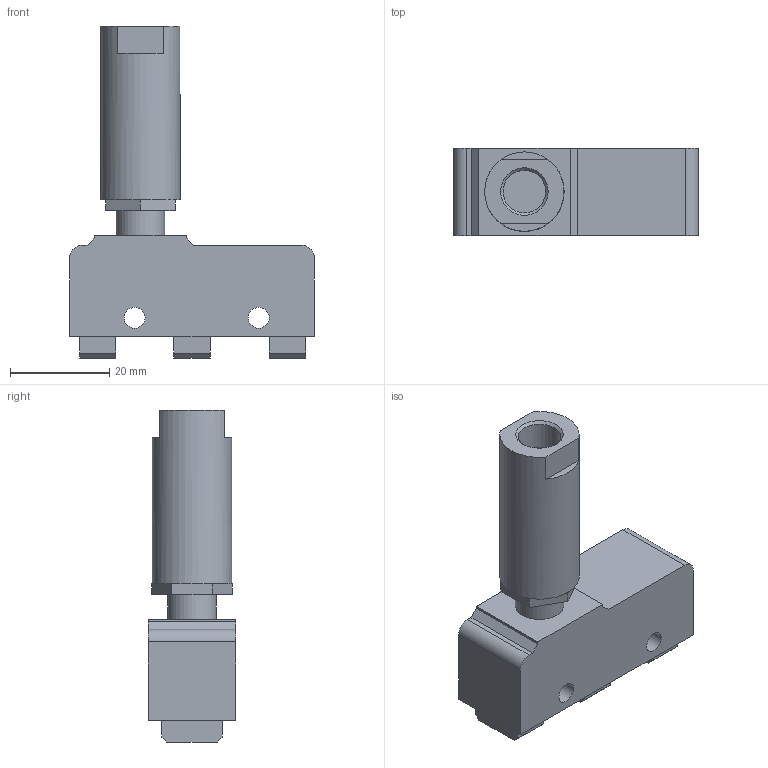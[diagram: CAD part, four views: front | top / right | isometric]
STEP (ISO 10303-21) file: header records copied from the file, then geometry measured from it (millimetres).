
FILE_DESCRIPTION(/* description */ ('Unknown'),/* implementation_level */ '2;1');
FILE_NAME(/* name */ '900.18.1-1',/* time_stamp */ '2018-09-17T15:11:05-04:00',/* author */ ('Unknown'),/* organization */ ('Unknown'),/* preprocessor_version */ 'ST-DEVELOPER v16.7',/* originating_system */ 'DEX',/* authorisation */ $);
FILE_SCHEMA (('AUTOMOTIVE_DESIGN {1 0 10303 214 3 1 1}'));
Length unit declared in the file: millimetre
Products named in the file (1): 900.18.1-1
Bounding box: 49.3 x 17.55 x 66.9 mm (x, y, z)
Volume: 24379.6 mm3; surface area: 7630.8 mm2
Topology: 1 solids, 1 shells, 67 faces, 165 edges, 106 vertices
Faces by surface type: plane 58, cylinder 8, cone 1
Full cylindrical faces by diameter (mm): 4.2 x2, 8.566 x2, 9.8 x1, 16 x1
Entity records: 2383 total; most frequent: CARTESIAN_POINT 324, DIRECTION 320, ORIENTED_EDGE 308, EDGE_CURVE 154, LINE 124, VECTOR 124, VERTEX_POINT 102, AXIS2_PLACEMENT_3D 98
